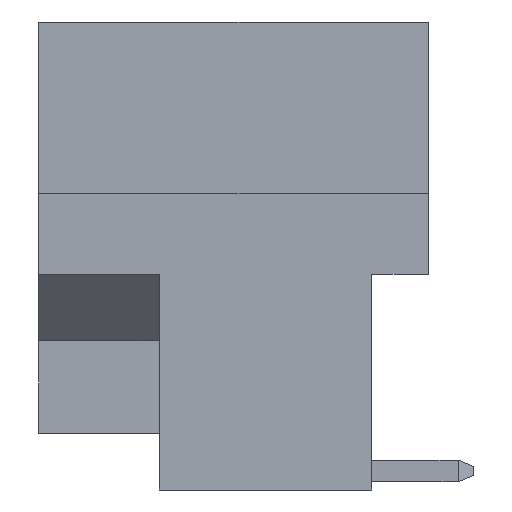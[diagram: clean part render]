
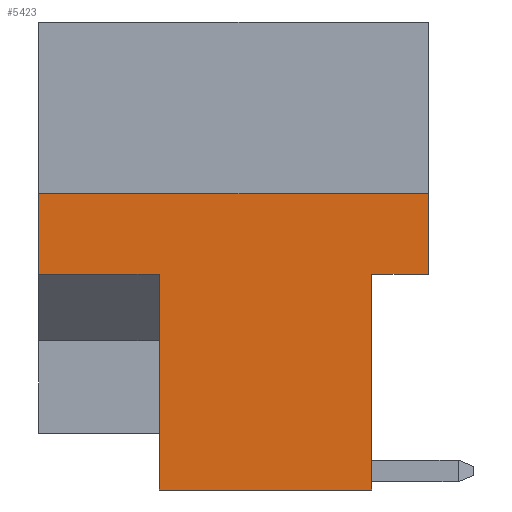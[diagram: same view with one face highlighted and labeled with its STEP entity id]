
A CAD part, left-side view. The second image highlights one B-rep face of the part: STEP entity #5423.
In plain terms, the highlighted planar face has unit normal (-1, 0, 0).
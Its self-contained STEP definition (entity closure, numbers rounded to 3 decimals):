
#69 = DIRECTION ( 'NONE',  ( 0., -1., 0. ) ) ;
#171 = CARTESIAN_POINT ( 'NONE',  ( 0., 10.998, 0. ) ) ;
#194 = ORIENTED_EDGE ( 'NONE', *, *, #6738, .F. ) ;
#259 = EDGE_CURVE ( 'NONE', #6255, #926, #624, .T. ) ;
#311 = VERTEX_POINT ( 'NONE', #8240 ) ;
#445 = AXIS2_PLACEMENT_3D ( 'NONE', #171, #3761, #8491 ) ;
#455 = EDGE_CURVE ( 'NONE', #8246, #901, #4605, .T. ) ;
#469 = CARTESIAN_POINT ( 'NONE',  ( 0., 10.998, -4.826 ) ) ;
#619 = EDGE_CURVE ( 'NONE', #5941, #8246, #1896, .T. ) ;
#621 = LINE ( 'NONE', #2609, #3275 ) ;
#624 = LINE ( 'NONE', #1381, #6910 ) ;
#633 = VECTOR ( 'NONE', #69, 1000. ) ;
#636 = ORIENTED_EDGE ( 'NONE', *, *, #2291, .T. ) ;
#824 = CARTESIAN_POINT ( 'NONE',  ( 0., 0., 0. ) ) ;
#901 = VERTEX_POINT ( 'NONE', #2372 ) ;
#926 = VERTEX_POINT ( 'NONE', #469 ) ;
#1240 = CARTESIAN_POINT ( 'NONE',  ( 0., 0., -7.112 ) ) ;
#1254 = ORIENTED_EDGE ( 'NONE', *, *, #2143, .T. ) ;
#1381 = CARTESIAN_POINT ( 'NONE',  ( 0., 10.998, 0. ) ) ;
#1401 = EDGE_LOOP ( 'NONE', ( #5949, #2132, #636, #194, #5373, #6354, #1971, #1254 ) ) ;
#1896 = LINE ( 'NONE', #1240, #2950 ) ;
#1971 = ORIENTED_EDGE ( 'NONE', *, *, #5275, .F. ) ;
#1995 = CARTESIAN_POINT ( 'NONE',  ( 0., 7.597, -7.112 ) ) ;
#2132 = ORIENTED_EDGE ( 'NONE', *, *, #619, .F. ) ;
#2143 = EDGE_CURVE ( 'NONE', #311, #901, #6801, .T. ) ;
#2291 = EDGE_CURVE ( 'NONE', #5941, #8098, #6884, .T. ) ;
#2372 = CARTESIAN_POINT ( 'NONE',  ( 0., 1.6, -13.2 ) ) ;
#2609 = CARTESIAN_POINT ( 'NONE',  ( 0., 7.597, -13.2 ) ) ;
#2805 = VECTOR ( 'NONE', #8542, 1000. ) ;
#2950 = VECTOR ( 'NONE', #6462, 1000. ) ;
#3087 = CARTESIAN_POINT ( 'NONE',  ( 0., 10.998, -4.826 ) ) ;
#3275 = VECTOR ( 'NONE', #7441, 1000. ) ;
#3492 = EDGE_CURVE ( 'NONE', #7153, #6255, #3997, .T. ) ;
#3761 = DIRECTION ( 'NONE',  ( 1., 0., 0. ) ) ;
#3997 = LINE ( 'NONE', #1995, #4039 ) ;
#4039 = VECTOR ( 'NONE', #8156, 1000. ) ;
#4429 = CARTESIAN_POINT ( 'NONE',  ( 0., 1.6, -7.112 ) ) ;
#4513 = CARTESIAN_POINT ( 'NONE',  ( 0., 7.597, -7.112 ) ) ;
#4605 = LINE ( 'NONE', #7875, #2805 ) ;
#4972 = CARTESIAN_POINT ( 'NONE',  ( 0., 0., -4.826 ) ) ;
#5275 = EDGE_CURVE ( 'NONE', #311, #7153, #621, .T. ) ;
#5300 = VECTOR ( 'NONE', #6316, 1000. ) ;
#5373 = ORIENTED_EDGE ( 'NONE', *, *, #259, .F. ) ;
#5423 = ADVANCED_FACE ( 'NONE', ( #6900 ), #6237, .F. ) ;
#5526 = CARTESIAN_POINT ( 'NONE',  ( 0., 10.998, -13.2 ) ) ;
#5941 = VERTEX_POINT ( 'NONE', #7772 ) ;
#5949 = ORIENTED_EDGE ( 'NONE', *, *, #455, .F. ) ;
#6175 = CARTESIAN_POINT ( 'NONE',  ( 0., 10.998, -7.112 ) ) ;
#6237 = PLANE ( 'NONE',  #445 ) ;
#6255 = VERTEX_POINT ( 'NONE', #6175 ) ;
#6316 = DIRECTION ( 'NONE',  ( 0., 0., 1. ) ) ;
#6354 = ORIENTED_EDGE ( 'NONE', *, *, #3492, .F. ) ;
#6462 = DIRECTION ( 'NONE',  ( 0., 1., 0. ) ) ;
#6501 = LINE ( 'NONE', #3087, #6523 ) ;
#6523 = VECTOR ( 'NONE', #6544, 1000. ) ;
#6544 = DIRECTION ( 'NONE',  ( 0., -1., 0. ) ) ;
#6738 = EDGE_CURVE ( 'NONE', #926, #8098, #6501, .T. ) ;
#6801 = LINE ( 'NONE', #5526, #633 ) ;
#6884 = LINE ( 'NONE', #824, #5300 ) ;
#6900 = FACE_OUTER_BOUND ( 'NONE', #1401, .T. ) ;
#6910 = VECTOR ( 'NONE', #8194, 1000. ) ;
#7153 = VERTEX_POINT ( 'NONE', #4513 ) ;
#7441 = DIRECTION ( 'NONE',  ( 0., 0., 1. ) ) ;
#7772 = CARTESIAN_POINT ( 'NONE',  ( 0., 0., -7.112 ) ) ;
#7875 = CARTESIAN_POINT ( 'NONE',  ( 0., 1.6, 46.912 ) ) ;
#8098 = VERTEX_POINT ( 'NONE', #4972 ) ;
#8156 = DIRECTION ( 'NONE',  ( 0., 1., 0. ) ) ;
#8194 = DIRECTION ( 'NONE',  ( 0., 0., 1. ) ) ;
#8240 = CARTESIAN_POINT ( 'NONE',  ( 0., 7.597, -13.2 ) ) ;
#8246 = VERTEX_POINT ( 'NONE', #4429 ) ;
#8491 = DIRECTION ( 'NONE',  ( 0., 0., -1. ) ) ;
#8542 = DIRECTION ( 'NONE',  ( 0., 0., -1. ) ) ;
